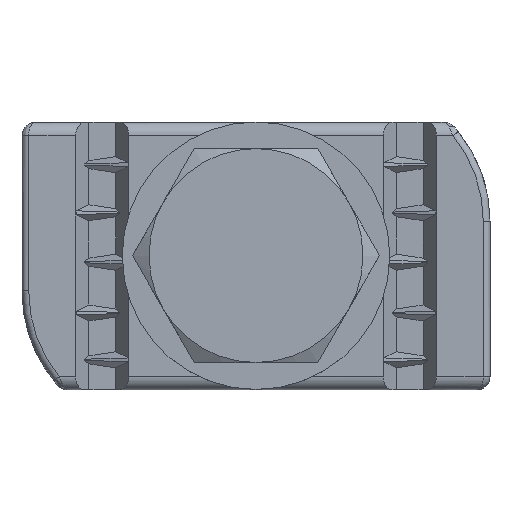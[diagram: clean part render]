
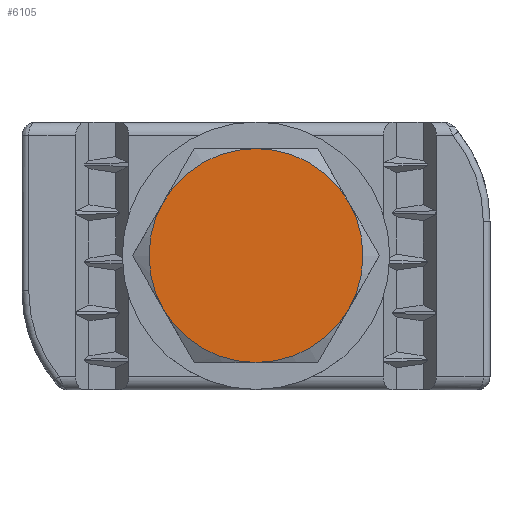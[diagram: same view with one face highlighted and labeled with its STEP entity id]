
A CAD part, top view. The second image highlights one B-rep face of the part: STEP entity #6105.
In plain terms, the highlighted face is planar.
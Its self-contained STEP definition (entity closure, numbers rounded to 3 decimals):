
#5720=CARTESIAN_POINT('',(-6.85,0.,0.));
#5721=DIRECTION('',(-1.,0.,0.));
#5722=DIRECTION('',(0.,0.,-1.));
#5723=AXIS2_PLACEMENT_3D('',#5720,#5721,#5722);
#5725=CARTESIAN_POINT('',(-6.85,0.,0.));
#5726=DIRECTION('',(-1.,0.,0.));
#5727=DIRECTION('',(0.,0.866,-0.5));
#5728=AXIS2_PLACEMENT_3D('',#5725,#5726,#5727);
#5730=CARTESIAN_POINT('',(-6.85,0.,0.));
#5731=DIRECTION('',(-1.,0.,0.));
#5732=DIRECTION('',(0.,0.866,0.5));
#5733=AXIS2_PLACEMENT_3D('',#5730,#5731,#5732);
#5735=CARTESIAN_POINT('',(-6.85,0.,0.));
#5736=DIRECTION('',(-1.,0.,0.));
#5737=DIRECTION('',(0.,0.,1.));
#5738=AXIS2_PLACEMENT_3D('',#5735,#5736,#5737);
#5740=CARTESIAN_POINT('',(-6.85,0.,0.));
#5741=DIRECTION('',(-1.,0.,0.));
#5742=DIRECTION('',(0.,-0.866,0.5));
#5743=AXIS2_PLACEMENT_3D('',#5740,#5741,#5742);
#5745=CARTESIAN_POINT('',(-6.85,0.,0.));
#5746=DIRECTION('',(-1.,0.,0.));
#5747=DIRECTION('',(0.,-0.866,-0.5));
#5748=AXIS2_PLACEMENT_3D('',#5745,#5746,#5747);
#5803=CARTESIAN_POINT('',(-6.85,0.,-8.));
#5804=CARTESIAN_POINT('',(-6.85,-6.928,-4.));
#5805=VERTEX_POINT('',#5803);
#5806=VERTEX_POINT('',#5804);
#5807=CARTESIAN_POINT('',(-6.85,-6.928,4.));
#5808=VERTEX_POINT('',#5807);
#5809=CARTESIAN_POINT('',(-6.85,0.,8.));
#5810=VERTEX_POINT('',#5809);
#5811=CARTESIAN_POINT('',(-6.85,6.928,4.));
#5812=VERTEX_POINT('',#5811);
#5813=CARTESIAN_POINT('',(-6.85,6.928,-4.));
#5814=VERTEX_POINT('',#5813);
#6092=CARTESIAN_POINT('',(-6.85,0.,0.));
#6093=DIRECTION('',(-1.,0.,0.));
#6094=DIRECTION('',(0.,1.,0.));
#6095=AXIS2_PLACEMENT_3D('',#6092,#6093,#6094);
#6096=PLANE('',#6095);
#6097=ORIENTED_EDGE('',*,*,#5949,.F.);
#6098=ORIENTED_EDGE('',*,*,#6046,.F.);
#6099=ORIENTED_EDGE('',*,*,#6034,.F.);
#6100=ORIENTED_EDGE('',*,*,#6021,.F.);
#6101=ORIENTED_EDGE('',*,*,#5976,.F.);
#6102=ORIENTED_EDGE('',*,*,#5962,.F.);
#6103=EDGE_LOOP('',(#6097,#6098,#6099,#6100,#6101,#6102));
#6104=FACE_OUTER_BOUND('',#6103,.F.);
#6105=ADVANCED_FACE('',(#6104),#6096,.T.);
#5724=CIRCLE('',#5723,8.);
#5729=CIRCLE('',#5728,8.);
#5734=CIRCLE('',#5733,8.);
#5739=CIRCLE('',#5738,8.);
#5744=CIRCLE('',#5743,8.);
#5749=CIRCLE('',#5748,8.);
#5949=EDGE_CURVE('',#5805,#5806,#5724,.T.);
#5962=EDGE_CURVE('',#5806,#5808,#5749,.T.);
#5976=EDGE_CURVE('',#5808,#5810,#5744,.T.);
#6021=EDGE_CURVE('',#5810,#5812,#5739,.T.);
#6034=EDGE_CURVE('',#5812,#5814,#5734,.T.);
#6046=EDGE_CURVE('',#5814,#5805,#5729,.T.);
